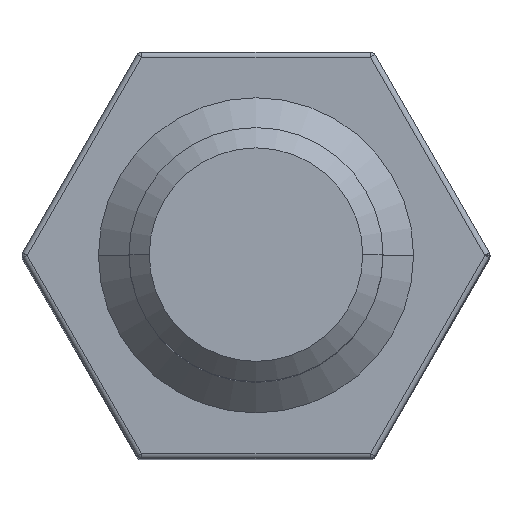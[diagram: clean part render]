
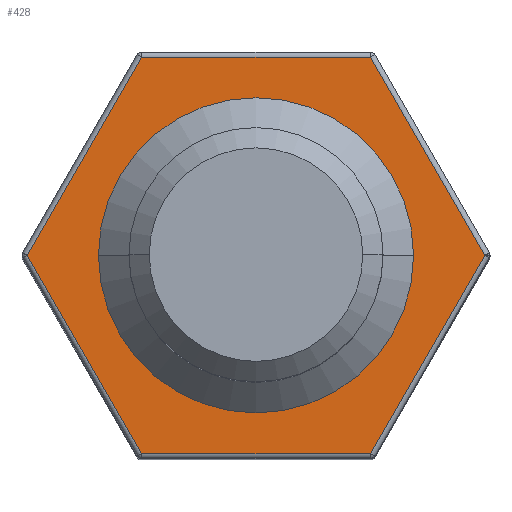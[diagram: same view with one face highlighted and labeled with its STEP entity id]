
A CAD part, top view. The second image highlights one B-rep face of the part: STEP entity #428.
In plain terms, the highlighted planar face has unit normal (0, 0, 1).
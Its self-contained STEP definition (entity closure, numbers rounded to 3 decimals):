
#22 = EDGE_LOOP ( 'NONE', ( #1319, #1332 ) ) ;
#26 = CARTESIAN_POINT ( 'NONE',  ( -2.252, -3.9, 0. ) ) ;
#27 = VERTEX_POINT ( 'NONE', #1339 ) ;
#33 = CARTESIAN_POINT ( 'NONE',  ( -4.503, 0., 0. ) ) ;
#100 = VERTEX_POINT ( 'NONE', #1325 ) ;
#102 = EDGE_CURVE ( 'NONE', #566, #100, #1111, .T. ) ;
#137 = AXIS2_PLACEMENT_3D ( 'NONE', #518, #503, #497 ) ;
#255 = CARTESIAN_POINT ( 'NONE',  ( -3.1, 0., 0. ) ) ;
#277 = EDGE_CURVE ( 'NONE', #100, #566, #825, .T. ) ;
#289 = EDGE_CURVE ( 'NONE', #1302, #1219, #829, .T. ) ;
#305 = EDGE_CURVE ( 'NONE', #1219, #410, #759, .T. ) ;
#322 = EDGE_CURVE ( 'NONE', #410, #853, #688, .T. ) ;
#339 = EDGE_CURVE ( 'NONE', #853, #907, #667, .T. ) ;
#348 = EDGE_CURVE ( 'NONE', #907, #27, #645, .T. ) ;
#358 = EDGE_CURVE ( 'NONE', #27, #1302, #662, .T. ) ;
#410 = VERTEX_POINT ( 'NONE', #587 ) ;
#428 = ADVANCED_FACE ( 'NONE', ( #573, #528 ), #548, .F. ) ;
#497 = DIRECTION ( 'NONE',  ( -1., 0., 0. ) ) ;
#503 = DIRECTION ( 'NONE',  ( 0., 0., -1. ) ) ;
#518 = CARTESIAN_POINT ( 'NONE',  ( -4.619, 0., 0. ) ) ;
#528 = FACE_BOUND ( 'NONE', #22, .T. ) ;
#548 = PLANE ( 'NONE',  #137 ) ;
#566 = VERTEX_POINT ( 'NONE', #255 ) ;
#573 = FACE_OUTER_BOUND ( 'NONE', #869, .T. ) ;
#587 = CARTESIAN_POINT ( 'NONE',  ( -2.252, 3.9, 0. ) ) ;
#624 = VECTOR ( 'NONE', #660, 1000. ) ;
#644 = VECTOR ( 'NONE', #685, 1000. ) ;
#645 = LINE ( 'NONE', #705, #644 ) ;
#660 = DIRECTION ( 'NONE',  ( 0.5, 0.866, 0. ) ) ;
#662 = LINE ( 'NONE', #670, #624 ) ;
#665 = VECTOR ( 'NONE', #721, 1000. ) ;
#667 = LINE ( 'NONE', #727, #665 ) ;
#670 = CARTESIAN_POINT ( 'NONE',  ( 2.223, -3.95, 0. ) ) ;
#685 = DIRECTION ( 'NONE',  ( 1., 0., 0. ) ) ;
#688 = LINE ( 'NONE', #766, #723 ) ;
#705 = CARTESIAN_POINT ( 'NONE',  ( -4.619, -3.9, 0. ) ) ;
#721 = DIRECTION ( 'NONE',  ( 0.5, -0.866, 0. ) ) ;
#723 = VECTOR ( 'NONE', #769, 1000. ) ;
#727 = CARTESIAN_POINT ( 'NONE',  ( -4.532, 0.05, 0. ) ) ;
#743 = VECTOR ( 'NONE', #834, 1000. ) ;
#759 = LINE ( 'NONE', #814, #743 ) ;
#761 = VECTOR ( 'NONE', #821, 1000. ) ;
#766 = CARTESIAN_POINT ( 'NONE',  ( -4.532, -0.05, 0. ) ) ;
#767 = AXIS2_PLACEMENT_3D ( 'NONE', #862, #858, #857 ) ;
#769 = DIRECTION ( 'NONE',  ( -0.5, -0.866, 0. ) ) ;
#814 = CARTESIAN_POINT ( 'NONE',  ( -4.619, 3.9, 0. ) ) ;
#821 = DIRECTION ( 'NONE',  ( -0.5, 0.866, 0. ) ) ;
#824 = CARTESIAN_POINT ( 'NONE',  ( 2.223, 3.95, 0. ) ) ;
#825 = CIRCLE ( 'NONE', #767, 3.1 ) ;
#829 = LINE ( 'NONE', #824, #761 ) ;
#834 = DIRECTION ( 'NONE',  ( -1., 0., 0. ) ) ;
#853 = VERTEX_POINT ( 'NONE', #33 ) ;
#857 = DIRECTION ( 'NONE',  ( -1., 0., 0. ) ) ;
#858 = DIRECTION ( 'NONE',  ( 0., 0., -1. ) ) ;
#862 = CARTESIAN_POINT ( 'NONE',  ( 0., 0., 0. ) ) ;
#869 = EDGE_LOOP ( 'NONE', ( #1182, #1183, #1206, #1246, #1262, #1303 ) ) ;
#907 = VERTEX_POINT ( 'NONE', #26 ) ;
#919 = CARTESIAN_POINT ( 'NONE',  ( 2.252, 3.9, 0. ) ) ;
#1111 = CIRCLE ( 'NONE', #1144, 3.1 ) ;
#1141 = CARTESIAN_POINT ( 'NONE',  ( 4.503, 0., 0. ) ) ;
#1144 = AXIS2_PLACEMENT_3D ( 'NONE', #1245, #1242, #1235 ) ;
#1182 = ORIENTED_EDGE ( 'NONE', *, *, #289, .T. ) ;
#1183 = ORIENTED_EDGE ( 'NONE', *, *, #305, .T. ) ;
#1206 = ORIENTED_EDGE ( 'NONE', *, *, #322, .T. ) ;
#1219 = VERTEX_POINT ( 'NONE', #919 ) ;
#1235 = DIRECTION ( 'NONE',  ( -1., 0., 0. ) ) ;
#1242 = DIRECTION ( 'NONE',  ( 0., 0., -1. ) ) ;
#1245 = CARTESIAN_POINT ( 'NONE',  ( 0., 0., 0. ) ) ;
#1246 = ORIENTED_EDGE ( 'NONE', *, *, #339, .T. ) ;
#1262 = ORIENTED_EDGE ( 'NONE', *, *, #348, .T. ) ;
#1302 = VERTEX_POINT ( 'NONE', #1141 ) ;
#1303 = ORIENTED_EDGE ( 'NONE', *, *, #358, .T. ) ;
#1319 = ORIENTED_EDGE ( 'NONE', *, *, #102, .T. ) ;
#1325 = CARTESIAN_POINT ( 'NONE',  ( 3.1, 0., 0. ) ) ;
#1332 = ORIENTED_EDGE ( 'NONE', *, *, #277, .T. ) ;
#1339 = CARTESIAN_POINT ( 'NONE',  ( 2.252, -3.9, 0. ) ) ;
